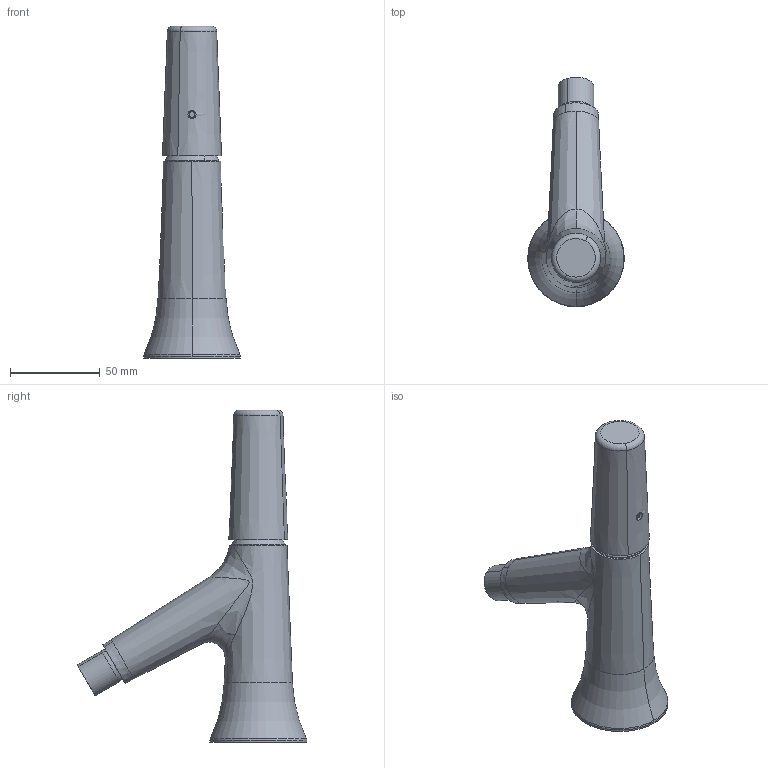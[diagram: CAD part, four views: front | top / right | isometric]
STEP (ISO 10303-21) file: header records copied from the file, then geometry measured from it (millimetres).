
FILE_DESCRIPTION(('CATIA V5 STEP Exchange'),'2;1');
FILE_NAME('VI 00055 4 MonoBidet.stp','2018-11-19T08:51:10+00:00',('none'),('none'),'Version 5-6 Release 2013','CATIA V5 STEP AP203','none');
FILE_SCHEMA(('CONFIG_CONTROL_DESIGN'));
Length unit declared in the file: millimetre
Products named in the file (1): VI 00055 4
Bounding box: 54 x 128.1 x 185.4 mm (x, y, z)
Volume: 96608.5 mm3; surface area: 58969.5 mm2
Topology: 2 solids, 4 shells, 410 faces, 988 edges, 588 vertices
Faces by surface type: bspline 92, cylinder 91, plane 82, torus 76, cone 57, sphere 6, revolution 6
Entity records: 21100 total; most frequent: CARTESIAN_POINT 13116, ORIENTED_EDGE 1952, DIRECTION 1024, EDGE_CURVE 976, AXIS2_PLACEMENT_3D 593, VERTEX_POINT 588, EDGE_LOOP 438, ADVANCED_FACE 410
